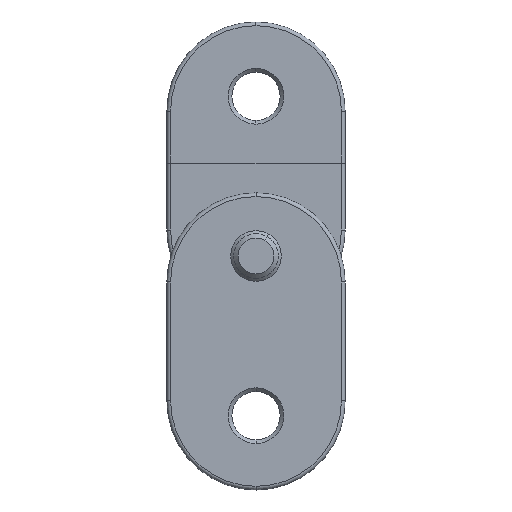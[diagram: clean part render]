
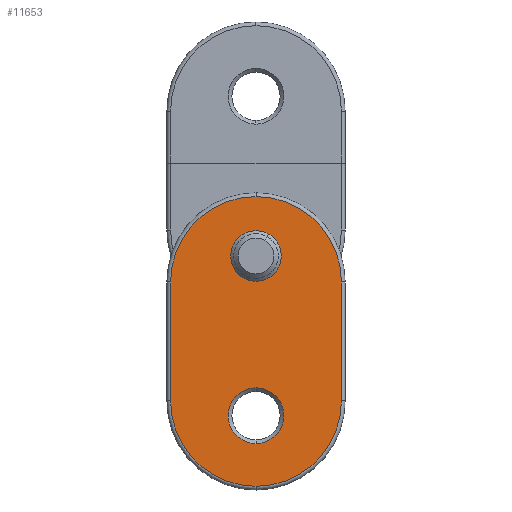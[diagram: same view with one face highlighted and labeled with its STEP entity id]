
A CAD part, front view. The second image highlights one B-rep face of the part: STEP entity #11653.
In plain terms, the highlighted planar face has unit normal (0, -1, 0).
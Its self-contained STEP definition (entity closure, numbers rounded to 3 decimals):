
#60 = LINE ( 'NONE', #12389, #4200 ) ;
#177 = VERTEX_POINT ( 'NONE', #13376 ) ;
#209 = VERTEX_POINT ( 'NONE', #6904 ) ;
#643 = EDGE_CURVE ( 'NONE', #5236, #209, #60, .T. ) ;
#1233 = CARTESIAN_POINT ( 'NONE',  ( -11.5, 0., 19. ) ) ;
#1266 = CARTESIAN_POINT ( 'NONE',  ( 0., 0., -12.5 ) ) ;
#1499 = EDGE_CURVE ( 'NONE', #10555, #12266, #15483, .T. ) ;
#1557 = CIRCLE ( 'NONE', #12631, 3.75 ) ;
#1654 = CARTESIAN_POINT ( 'NONE',  ( 0., 0., 18.5 ) ) ;
#1664 = EDGE_CURVE ( 'NONE', #4217, #2102, #6043, .T. ) ;
#1778 = DIRECTION ( 'NONE',  ( 0., -1., 0. ) ) ;
#1780 = DIRECTION ( 'NONE',  ( 0., -1., 0. ) ) ;
#2016 = AXIS2_PLACEMENT_3D ( 'NONE', #9873, #7383, #3695 ) ;
#2052 = EDGE_LOOP ( 'NONE', ( #2215, #5575 ) ) ;
#2077 = CIRCLE ( 'NONE', #13339, 11.5 ) ;
#2102 = VERTEX_POINT ( 'NONE', #3825 ) ;
#2215 = ORIENTED_EDGE ( 'NONE', *, *, #3455, .T. ) ;
#2291 = FACE_BOUND ( 'NONE', #2052, .T. ) ;
#2390 = ORIENTED_EDGE ( 'NONE', *, *, #643, .T. ) ;
#2660 = VECTOR ( 'NONE', #13308, 1000. ) ;
#2907 = CARTESIAN_POINT ( 'NONE',  ( 0., 0., 9. ) ) ;
#2944 = AXIS2_PLACEMENT_3D ( 'NONE', #13871, #5355, #6607 ) ;
#2949 = CARTESIAN_POINT ( 'NONE',  ( 0., 0., 7. ) ) ;
#3255 = AXIS2_PLACEMENT_3D ( 'NONE', #2949, #1778, #6580 ) ;
#3325 = VERTEX_POINT ( 'NONE', #15661 ) ;
#3399 = CIRCLE ( 'NONE', #5738, 11.5 ) ;
#3455 = EDGE_CURVE ( 'NONE', #2102, #4217, #8637, .T. ) ;
#3695 = DIRECTION ( 'NONE',  ( 0., 0., 1. ) ) ;
#3825 = CARTESIAN_POINT ( 'NONE',  ( 0., 0., -15.9 ) ) ;
#3870 = DIRECTION ( 'NONE',  ( 0., 0., 1. ) ) ;
#4122 = PLANE ( 'NONE',  #2944 ) ;
#4200 = VECTOR ( 'NONE', #12184, 1000. ) ;
#4217 = VERTEX_POINT ( 'NONE', #7797 ) ;
#4308 = CARTESIAN_POINT ( 'NONE',  ( 0., 0., -12.5 ) ) ;
#4759 = EDGE_LOOP ( 'NONE', ( #2390, #8122, #13062, #13822, #15053, #6744 ) ) ;
#5236 = VERTEX_POINT ( 'NONE', #8518 ) ;
#5355 = DIRECTION ( 'NONE',  ( 0., 1., 0. ) ) ;
#5575 = ORIENTED_EDGE ( 'NONE', *, *, #1664, .T. ) ;
#5738 = AXIS2_PLACEMENT_3D ( 'NONE', #9057, #1780, #10237 ) ;
#5760 = DIRECTION ( 'NONE',  ( 0., 0., 1. ) ) ;
#6043 = CIRCLE ( 'NONE', #9364, 3.4 ) ;
#6381 = VERTEX_POINT ( 'NONE', #1654 ) ;
#6475 = DIRECTION ( 'NONE',  ( 0., 1., 0. ) ) ;
#6580 = DIRECTION ( 'NONE',  ( 0., 0., 1. ) ) ;
#6607 = DIRECTION ( 'NONE',  ( 0., 0., 1. ) ) ;
#6744 = ORIENTED_EDGE ( 'NONE', *, *, #7660, .T. ) ;
#6904 = CARTESIAN_POINT ( 'NONE',  ( 11.5, 0., 7. ) ) ;
#7317 = CARTESIAN_POINT ( 'NONE',  ( 0., 0., 12.75 ) ) ;
#7333 = EDGE_LOOP ( 'NONE', ( #8267, #8665 ) ) ;
#7344 = EDGE_CURVE ( 'NONE', #9830, #177, #2077, .T. ) ;
#7383 = DIRECTION ( 'NONE',  ( 0., -1., 0. ) ) ;
#7565 = FACE_BOUND ( 'NONE', #7333, .T. ) ;
#7660 = EDGE_CURVE ( 'NONE', #177, #5236, #3399, .T. ) ;
#7797 = CARTESIAN_POINT ( 'NONE',  ( 0., 0., -9.1 ) ) ;
#8122 = ORIENTED_EDGE ( 'NONE', *, *, #15214, .T. ) ;
#8267 = ORIENTED_EDGE ( 'NONE', *, *, #1499, .T. ) ;
#8518 = CARTESIAN_POINT ( 'NONE',  ( 11.5, 0., -9. ) ) ;
#8637 = CIRCLE ( 'NONE', #10943, 3.4 ) ;
#8665 = ORIENTED_EDGE ( 'NONE', *, *, #11422, .T. ) ;
#9057 = CARTESIAN_POINT ( 'NONE',  ( 0., 0., -9. ) ) ;
#9133 = CARTESIAN_POINT ( 'NONE',  ( 0., 0., -9. ) ) ;
#9364 = AXIS2_PLACEMENT_3D ( 'NONE', #1266, #14814, #3870 ) ;
#9365 = CARTESIAN_POINT ( 'NONE',  ( -11.5, 0., -9. ) ) ;
#9830 = VERTEX_POINT ( 'NONE', #9365 ) ;
#9873 = CARTESIAN_POINT ( 'NONE',  ( 0., 0., 7. ) ) ;
#9931 = EDGE_CURVE ( 'NONE', #6381, #3325, #12447, .T. ) ;
#10094 = AXIS2_PLACEMENT_3D ( 'NONE', #2907, #6475, #13726 ) ;
#10237 = DIRECTION ( 'NONE',  ( 0., 0., 1. ) ) ;
#10532 = DIRECTION ( 'NONE',  ( 0., 0., 1. ) ) ;
#10553 = DIRECTION ( 'NONE',  ( 0., -1., 0. ) ) ;
#10555 = VERTEX_POINT ( 'NONE', #14880 ) ;
#10685 = CIRCLE ( 'NONE', #2016, 11.5 ) ;
#10785 = CARTESIAN_POINT ( 'NONE',  ( 0., 0., 9. ) ) ;
#10891 = DIRECTION ( 'NONE',  ( 0., 1., 0. ) ) ;
#10943 = AXIS2_PLACEMENT_3D ( 'NONE', #4308, #12748, #10532 ) ;
#10968 = FACE_OUTER_BOUND ( 'NONE', #4759, .T. ) ;
#11422 = EDGE_CURVE ( 'NONE', #12266, #10555, #1557, .T. ) ;
#11522 = LINE ( 'NONE', #1233, #2660 ) ;
#11653 = ADVANCED_FACE ( 'NONE', ( #7565, #10968, #2291 ), #4122, .F. ) ;
#12184 = DIRECTION ( 'NONE',  ( 0., 0., 1. ) ) ;
#12266 = VERTEX_POINT ( 'NONE', #7317 ) ;
#12389 = CARTESIAN_POINT ( 'NONE',  ( 11.5, 0., 19. ) ) ;
#12447 = CIRCLE ( 'NONE', #3255, 11.5 ) ;
#12631 = AXIS2_PLACEMENT_3D ( 'NONE', #10785, #10891, #13335 ) ;
#12748 = DIRECTION ( 'NONE',  ( 0., 1., 0. ) ) ;
#13062 = ORIENTED_EDGE ( 'NONE', *, *, #9931, .T. ) ;
#13308 = DIRECTION ( 'NONE',  ( 0., 0., -1. ) ) ;
#13335 = DIRECTION ( 'NONE',  ( 0., 0., 1. ) ) ;
#13339 = AXIS2_PLACEMENT_3D ( 'NONE', #9133, #10553, #5760 ) ;
#13376 = CARTESIAN_POINT ( 'NONE',  ( 0., 0., -20.5 ) ) ;
#13726 = DIRECTION ( 'NONE',  ( 0., 0., 1. ) ) ;
#13822 = ORIENTED_EDGE ( 'NONE', *, *, #14598, .T. ) ;
#13871 = CARTESIAN_POINT ( 'NONE',  ( -12., 0., 19. ) ) ;
#14598 = EDGE_CURVE ( 'NONE', #3325, #9830, #11522, .T. ) ;
#14814 = DIRECTION ( 'NONE',  ( 0., 1., 0. ) ) ;
#14880 = CARTESIAN_POINT ( 'NONE',  ( 0., 0., 5.25 ) ) ;
#15053 = ORIENTED_EDGE ( 'NONE', *, *, #7344, .T. ) ;
#15214 = EDGE_CURVE ( 'NONE', #209, #6381, #10685, .T. ) ;
#15483 = CIRCLE ( 'NONE', #10094, 3.75 ) ;
#15661 = CARTESIAN_POINT ( 'NONE',  ( -11.5, 0., 7. ) ) ;
